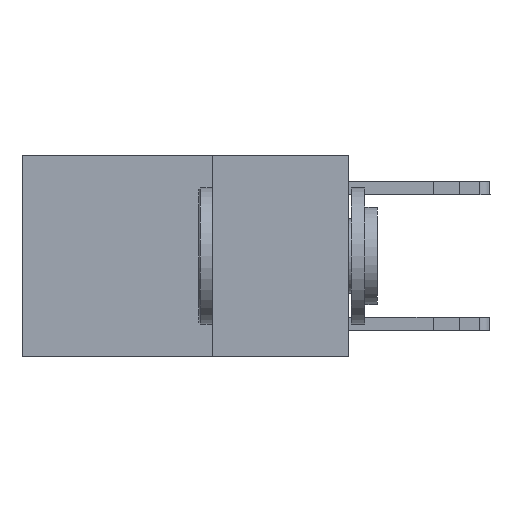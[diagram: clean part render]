
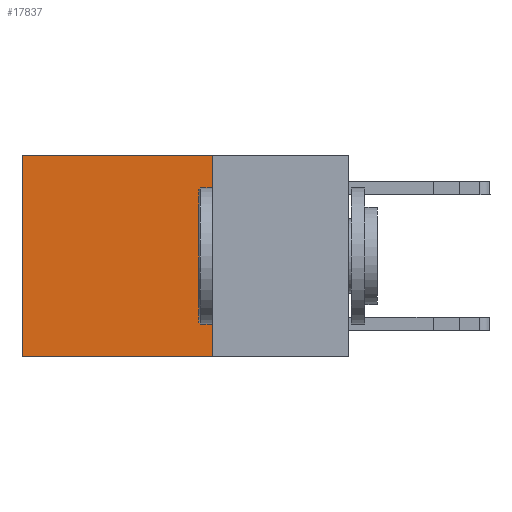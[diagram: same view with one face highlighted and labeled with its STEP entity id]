
A CAD part, left-side view. The second image highlights one B-rep face of the part: STEP entity #17837.
In plain terms, the highlighted planar face has unit normal (-1, 0, 0).
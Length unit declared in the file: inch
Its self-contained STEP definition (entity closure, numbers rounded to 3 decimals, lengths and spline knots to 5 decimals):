
#189 = CARTESIAN_POINT ( 'NONE',  ( 0.2625, 0.25, 0. ) ) ;
#998 = EDGE_CURVE ( 'NONE', #17916, #19027, #3590, .T. ) ;
#2631 = DIRECTION ( 'NONE',  ( 0., 0., -1. ) ) ;
#2731 = EDGE_LOOP ( 'NONE', ( #14963, #10132, #15308, #15465 ) ) ;
#2999 = VECTOR ( 'NONE', #5302, 39.37008 ) ;
#3233 = EDGE_CURVE ( 'NONE', #19027, #6252, #13379, .T. ) ;
#3590 = LINE ( 'NONE', #12710, #2999 ) ;
#5018 = LINE ( 'NONE', #19384, #5205 ) ;
#5205 = VECTOR ( 'NONE', #23855, 39.37008 ) ;
#5302 = DIRECTION ( 'NONE',  ( 0., 1., 0. ) ) ;
#5433 = VECTOR ( 'NONE', #22717, 39.37008 ) ;
#5686 = CARTESIAN_POINT ( 'NONE',  ( 0.2625, 0.25, -0.37 ) ) ;
#5841 = DIRECTION ( 'NONE',  ( 0., 0., -1. ) ) ;
#6252 = VERTEX_POINT ( 'NONE', #21187 ) ;
#9508 = VERTEX_POINT ( 'NONE', #5686 ) ;
#9658 = EDGE_CURVE ( 'NONE', #9508, #6252, #5018, .T. ) ;
#9805 = LINE ( 'NONE', #19674, #12458 ) ;
#10132 = ORIENTED_EDGE ( 'NONE', *, *, #9658, .F. ) ;
#12458 = VECTOR ( 'NONE', #2631, 39.37008 ) ;
#12710 = CARTESIAN_POINT ( 'NONE',  ( 0.2625, 0.25, 0. ) ) ;
#12856 = AXIS2_PLACEMENT_3D ( 'NONE', #189, #22692, #5841 ) ;
#13326 = EDGE_CURVE ( 'NONE', #17916, #9508, #9805, .T. ) ;
#13361 = CARTESIAN_POINT ( 'NONE',  ( 0.2625, 0.6, 0. ) ) ;
#13379 = LINE ( 'NONE', #17096, #5433 ) ;
#14963 = ORIENTED_EDGE ( 'NONE', *, *, #3233, .T. ) ;
#15308 = ORIENTED_EDGE ( 'NONE', *, *, #13326, .F. ) ;
#15465 = ORIENTED_EDGE ( 'NONE', *, *, #998, .T. ) ;
#16820 = FACE_OUTER_BOUND ( 'NONE', #2731, .T. ) ;
#17096 = CARTESIAN_POINT ( 'NONE',  ( 0.2625, 0.6, 0. ) ) ;
#17837 = ADVANCED_FACE ( 'NONE', ( #16820 ), #19735, .F. ) ;
#17916 = VERTEX_POINT ( 'NONE', #21603 ) ;
#19027 = VERTEX_POINT ( 'NONE', #13361 ) ;
#19384 = CARTESIAN_POINT ( 'NONE',  ( 0.2625, 0.25, -0.37 ) ) ;
#19674 = CARTESIAN_POINT ( 'NONE',  ( 0.2625, 0.25, 0. ) ) ;
#19735 = PLANE ( 'NONE',  #12856 ) ;
#21187 = CARTESIAN_POINT ( 'NONE',  ( 0.2625, 0.6, -0.37 ) ) ;
#21603 = CARTESIAN_POINT ( 'NONE',  ( 0.2625, 0.25, 0. ) ) ;
#22692 = DIRECTION ( 'NONE',  ( 1., 0., 0. ) ) ;
#22717 = DIRECTION ( 'NONE',  ( 0., 0., -1. ) ) ;
#23855 = DIRECTION ( 'NONE',  ( 0., 1., 0. ) ) ;
